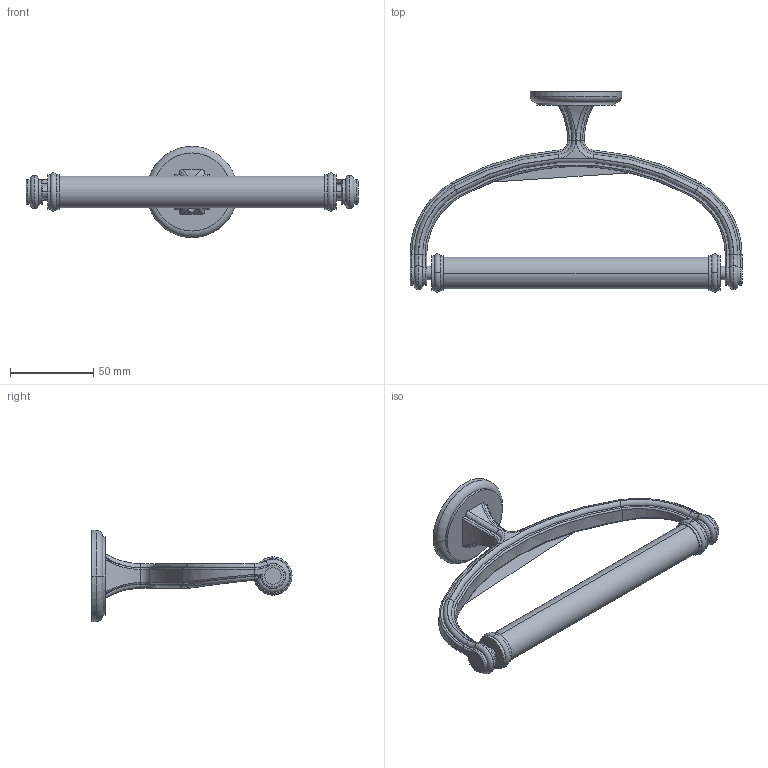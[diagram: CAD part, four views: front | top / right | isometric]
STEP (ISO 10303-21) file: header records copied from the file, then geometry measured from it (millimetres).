
FILE_DESCRIPTION((''),'2;1');
FILE_NAME('2705_WEB','2010-09-30T',('project'),(''),'PRO/ENGINEER BY PARAMETRIC TECHNOLOGY CORPORATION, 2009300','PRO/ENGINEER BY PARAMETRIC TECHNOLOGY CORPORATION, 2009300','');
FILE_SCHEMA(('CONFIG_CONTROL_DESIGN'));
Length unit declared in the file: inch
Products named in the file (1): 2705_WEB
Bounding box: 200 x 120.59 x 54.99 mm (x, y, z)
Volume: 97047.6 mm3; surface area: 36459.8 mm2
Topology: 3 solids, 4 shells, 492 faces, 1285 edges, 837 vertices
Faces by surface type: plane 203, cylinder 178, torus 58, bspline 44, cone 9
Entity records: 17731 total; most frequent: CARTESIAN_POINT 5658, ORIENTED_EDGE 2562, DIRECTION 2465, EDGE_CURVE 1281, AXIS2_PLACEMENT_3D 936, VERTEX_POINT 837, VECTOR 593, LINE 593
